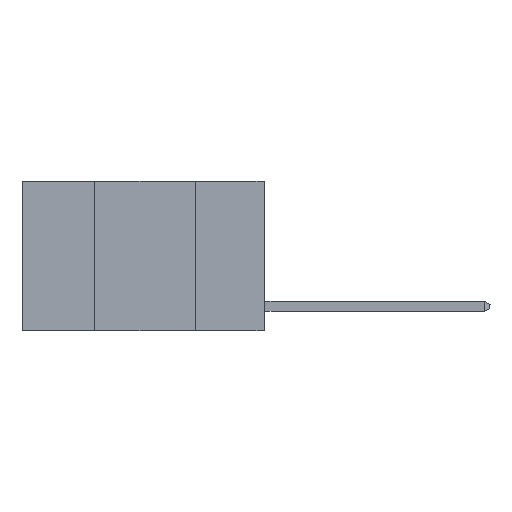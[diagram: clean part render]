
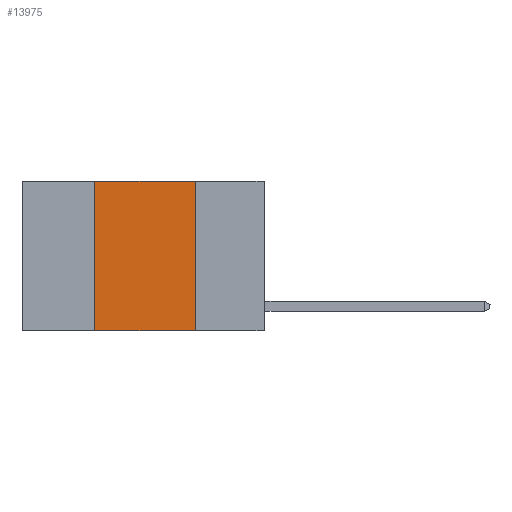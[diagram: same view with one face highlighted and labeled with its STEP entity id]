
A CAD part, left-side view. The second image highlights one B-rep face of the part: STEP entity #13975.
In plain terms, the highlighted planar face has unit normal (-1, 0, 0).
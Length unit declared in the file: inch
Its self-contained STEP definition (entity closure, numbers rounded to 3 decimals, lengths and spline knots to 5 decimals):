
#645 = ORIENTED_EDGE ( 'NONE', *, *, #16332, .F. ) ;
#1505 = CARTESIAN_POINT ( 'NONE',  ( 0., 0.17, 0. ) ) ;
#1624 = ORIENTED_EDGE ( 'NONE', *, *, #20058, .F. ) ;
#2384 = DIRECTION ( 'NONE',  ( 0., -1., 0. ) ) ;
#2446 = LINE ( 'NONE', #16863, #17313 ) ;
#2459 = AXIS2_PLACEMENT_3D ( 'NONE', #13182, #5480, #5275 ) ;
#3016 = DIRECTION ( 'NONE',  ( 0., 0., -1. ) ) ;
#3407 = LINE ( 'NONE', #11746, #9482 ) ;
#3798 = LINE ( 'NONE', #1505, #12052 ) ;
#3931 = PLANE ( 'NONE',  #2459 ) ;
#4299 = ORIENTED_EDGE ( 'NONE', *, *, #16598, .T. ) ;
#4714 = VERTEX_POINT ( 'NONE', #10834 ) ;
#5068 = CARTESIAN_POINT ( 'NONE',  ( 0., 0.17, -0.37 ) ) ;
#5275 = DIRECTION ( 'NONE',  ( 0., 0., -1. ) ) ;
#5308 = LINE ( 'NONE', #13487, #8228 ) ;
#5480 = DIRECTION ( 'NONE',  ( 1., 0., 0. ) ) ;
#6530 = CARTESIAN_POINT ( 'NONE',  ( 0., 0.17, 0. ) ) ;
#6576 = VERTEX_POINT ( 'NONE', #6530 ) ;
#7618 = VERTEX_POINT ( 'NONE', #5068 ) ;
#8146 = EDGE_LOOP ( 'NONE', ( #18538, #645, #1624, #4299 ) ) ;
#8228 = VECTOR ( 'NONE', #18272, 39.37008 ) ;
#9482 = VECTOR ( 'NONE', #2384, 39.37008 ) ;
#9521 = DIRECTION ( 'NONE',  ( 0., 0., 1. ) ) ;
#9963 = EDGE_CURVE ( 'NONE', #6576, #7618, #3798, .T. ) ;
#10834 = CARTESIAN_POINT ( 'NONE',  ( 0., 0.42, -0.37 ) ) ;
#11260 = CARTESIAN_POINT ( 'NONE',  ( 0., 0.42, 0. ) ) ;
#11746 = CARTESIAN_POINT ( 'NONE',  ( 0., 0.6, 0. ) ) ;
#12052 = VECTOR ( 'NONE', #3016, 39.37008 ) ;
#13182 = CARTESIAN_POINT ( 'NONE',  ( 0., 0.6, 0. ) ) ;
#13487 = CARTESIAN_POINT ( 'NONE',  ( 0., 0.6, -0.37 ) ) ;
#13975 = ADVANCED_FACE ( 'NONE', ( #17710 ), #3931, .F. ) ;
#16332 = EDGE_CURVE ( 'NONE', #19071, #6576, #3407, .T. ) ;
#16598 = EDGE_CURVE ( 'NONE', #4714, #7618, #5308, .T. ) ;
#16863 = CARTESIAN_POINT ( 'NONE',  ( 0., 0.42, 0. ) ) ;
#17313 = VECTOR ( 'NONE', #9521, 39.37008 ) ;
#17710 = FACE_OUTER_BOUND ( 'NONE', #8146, .T. ) ;
#18272 = DIRECTION ( 'NONE',  ( 0., -1., 0. ) ) ;
#18538 = ORIENTED_EDGE ( 'NONE', *, *, #9963, .F. ) ;
#19071 = VERTEX_POINT ( 'NONE', #11260 ) ;
#20058 = EDGE_CURVE ( 'NONE', #4714, #19071, #2446, .T. ) ;
